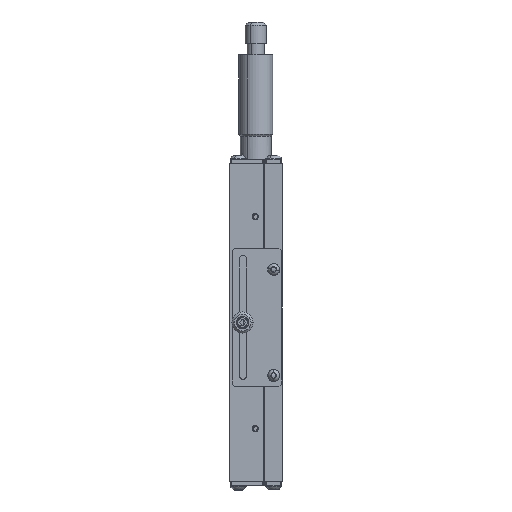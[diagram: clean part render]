
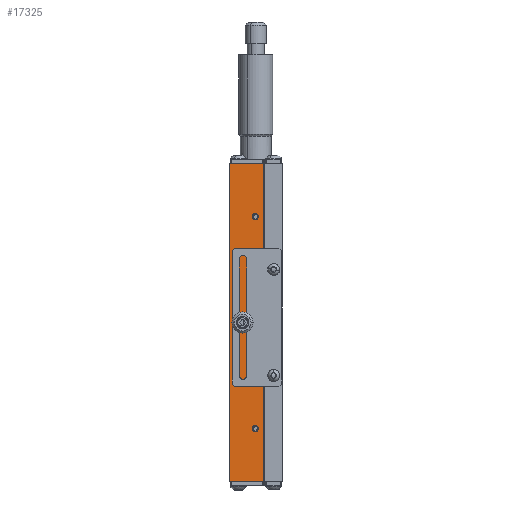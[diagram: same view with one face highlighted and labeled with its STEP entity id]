
A CAD part, left-side view. The second image highlights one B-rep face of the part: STEP entity #17325.
In plain terms, the highlighted planar face has unit normal (-1, 0, 0).
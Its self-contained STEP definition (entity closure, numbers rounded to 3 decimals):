
#12 = DIRECTION ( 'NONE',  ( -1., 0., 0. ) ) ;
#805 = CIRCLE ( 'NONE', #25232, 1.25 ) ;
#1781 = VERTEX_POINT ( 'NONE', #4173 ) ;
#2188 = DIRECTION ( 'NONE',  ( 0., -1., 0. ) ) ;
#2733 = CARTESIAN_POINT ( 'NONE',  ( -38., 12.7, 50. ) ) ;
#4173 = CARTESIAN_POINT ( 'NONE',  ( -38., 12.7, 1.25 ) ) ;
#4207 = DIRECTION ( 'NONE',  ( 0., 0., -1. ) ) ;
#4807 = ORIENTED_EDGE ( 'NONE', *, *, #31395, .F. ) ;
#6015 = DIRECTION ( 'NONE',  ( 0., -1., 0. ) ) ;
#6127 = EDGE_CURVE ( 'NONE', #9448, #34528, #48890, .T. ) ;
#7032 = VERTEX_POINT ( 'NONE', #8488 ) ;
#7399 = CARTESIAN_POINT ( 'NONE',  ( -38., 8.7, 75. ) ) ;
#7638 = EDGE_LOOP ( 'NONE', ( #15840, #45326 ) ) ;
#8018 = EDGE_CURVE ( 'NONE', #15790, #7032, #25171, .T. ) ;
#8103 = EDGE_CURVE ( 'NONE', #1781, #29636, #24528, .T. ) ;
#8144 = DIRECTION ( 'NONE',  ( 0., 0., -1. ) ) ;
#8488 = CARTESIAN_POINT ( 'NONE',  ( -38., 8.7, 75. ) ) ;
#8648 = DIRECTION ( 'NONE',  ( -1., 0., 0. ) ) ;
#8792 = DIRECTION ( 'NONE',  ( -1., 0., 0. ) ) ;
#8969 = VECTOR ( 'NONE', #6015, 1000. ) ;
#9104 = FACE_BOUND ( 'NONE', #46370, .T. ) ;
#9448 = VERTEX_POINT ( 'NONE', #15264 ) ;
#9705 = FACE_BOUND ( 'NONE', #29057, .T. ) ;
#9986 = VECTOR ( 'NONE', #22885, 1000. ) ;
#10145 = CARTESIAN_POINT ( 'NONE',  ( -38., 24.7, -75. ) ) ;
#10634 = DIRECTION ( 'NONE',  ( 0., 0., -1. ) ) ;
#10641 = VERTEX_POINT ( 'NONE', #31182 ) ;
#11958 = CARTESIAN_POINT ( 'NONE',  ( -38., 12.7, 48.75 ) ) ;
#12446 = CARTESIAN_POINT ( 'NONE',  ( -38., 12.7, 0. ) ) ;
#12449 = EDGE_CURVE ( 'NONE', #7032, #22279, #15004, .T. ) ;
#12637 = CARTESIAN_POINT ( 'NONE',  ( -38., 18.7, -1.25 ) ) ;
#13139 = AXIS2_PLACEMENT_3D ( 'NONE', #24041, #51494, #27685 ) ;
#15004 = LINE ( 'NONE', #7399, #9986 ) ;
#15264 = CARTESIAN_POINT ( 'NONE',  ( -38., 12.7, -48.75 ) ) ;
#15609 = ORIENTED_EDGE ( 'NONE', *, *, #51339, .F. ) ;
#15673 = DIRECTION ( 'NONE',  ( 0., 0., -1. ) ) ;
#15790 = VERTEX_POINT ( 'NONE', #18062 ) ;
#15840 = ORIENTED_EDGE ( 'NONE', *, *, #27425, .F. ) ;
#15968 = FACE_BOUND ( 'NONE', #7638, .T. ) ;
#16018 = DIRECTION ( 'NONE',  ( -1., 0., 0. ) ) ;
#16141 = AXIS2_PLACEMENT_3D ( 'NONE', #2733, #30533, #34525 ) ;
#16974 = AXIS2_PLACEMENT_3D ( 'NONE', #12446, #8792, #16979 ) ;
#16979 = DIRECTION ( 'NONE',  ( 0., 0., -1. ) ) ;
#17325 = ADVANCED_FACE ( 'NONE', ( #15968, #9104, #20951, #9705, #24052 ), #47530, .F. ) ;
#18044 = VERTEX_POINT ( 'NONE', #43057 ) ;
#18062 = CARTESIAN_POINT ( 'NONE',  ( -38., 24.7, 75. ) ) ;
#19103 = ORIENTED_EDGE ( 'NONE', *, *, #8018, .F. ) ;
#19955 = CARTESIAN_POINT ( 'NONE',  ( -38., 18.7, 0. ) ) ;
#20951 = FACE_BOUND ( 'NONE', #31547, .T. ) ;
#21082 = AXIS2_PLACEMENT_3D ( 'NONE', #46956, #12, #31113 ) ;
#22279 = VERTEX_POINT ( 'NONE', #40355 ) ;
#22409 = DIRECTION ( 'NONE',  ( 0., 0., -1. ) ) ;
#22605 = EDGE_CURVE ( 'NONE', #10641, #45460, #26911, .T. ) ;
#22808 = VERTEX_POINT ( 'NONE', #34194 ) ;
#22885 = DIRECTION ( 'NONE',  ( 0., 0., -1. ) ) ;
#23810 = VECTOR ( 'NONE', #24806, 1000. ) ;
#24041 = CARTESIAN_POINT ( 'NONE',  ( -38., 24.7, 75. ) ) ;
#24052 = FACE_OUTER_BOUND ( 'NONE', #49208, .T. ) ;
#24528 = CIRCLE ( 'NONE', #16974, 1.25 ) ;
#24806 = DIRECTION ( 'NONE',  ( 0., 0., -1. ) ) ;
#25171 = LINE ( 'NONE', #49677, #8969 ) ;
#25232 = AXIS2_PLACEMENT_3D ( 'NONE', #50287, #42308, #10634 ) ;
#26858 = ORIENTED_EDGE ( 'NONE', *, *, #44831, .T. ) ;
#26911 = CIRCLE ( 'NONE', #48561, 1.25 ) ;
#27425 = EDGE_CURVE ( 'NONE', #45460, #10641, #32036, .T. ) ;
#27685 = DIRECTION ( 'NONE',  ( 0., 0., 1. ) ) ;
#28735 = LINE ( 'NONE', #48616, #23810 ) ;
#29057 = EDGE_LOOP ( 'NONE', ( #51393, #33113 ) ) ;
#29636 = VERTEX_POINT ( 'NONE', #46420 ) ;
#29963 = EDGE_CURVE ( 'NONE', #15790, #22808, #28735, .T. ) ;
#30051 = CIRCLE ( 'NONE', #21082, 1.25 ) ;
#30533 = DIRECTION ( 'NONE',  ( -1., 0., 0. ) ) ;
#30613 = ORIENTED_EDGE ( 'NONE', *, *, #6127, .F. ) ;
#31113 = DIRECTION ( 'NONE',  ( 0., 0., -1. ) ) ;
#31182 = CARTESIAN_POINT ( 'NONE',  ( -38., 18.7, 1.25 ) ) ;
#31395 = EDGE_CURVE ( 'NONE', #43497, #18044, #49270, .T. ) ;
#31547 = EDGE_LOOP ( 'NONE', ( #4807, #32352 ) ) ;
#32036 = CIRCLE ( 'NONE', #43705, 1.25 ) ;
#32160 = EDGE_CURVE ( 'NONE', #18044, #43497, #40525, .T. ) ;
#32352 = ORIENTED_EDGE ( 'NONE', *, *, #32160, .F. ) ;
#33113 = ORIENTED_EDGE ( 'NONE', *, *, #8103, .F. ) ;
#34109 = AXIS2_PLACEMENT_3D ( 'NONE', #40011, #47502, #15673 ) ;
#34194 = CARTESIAN_POINT ( 'NONE',  ( -38., 24.7, -75. ) ) ;
#34217 = DIRECTION ( 'NONE',  ( -1., 0., 0. ) ) ;
#34525 = DIRECTION ( 'NONE',  ( 0., 0., -1. ) ) ;
#34528 = VERTEX_POINT ( 'NONE', #49373 ) ;
#34956 = AXIS2_PLACEMENT_3D ( 'NONE', #38393, #34217, #22409 ) ;
#35637 = ORIENTED_EDGE ( 'NONE', *, *, #29963, .T. ) ;
#35830 = VECTOR ( 'NONE', #2188, 1000. ) ;
#37077 = LINE ( 'NONE', #10145, #35830 ) ;
#38393 = CARTESIAN_POINT ( 'NONE',  ( -38., 12.7, -50. ) ) ;
#39837 = CARTESIAN_POINT ( 'NONE',  ( -38., 18.7, 0. ) ) ;
#40011 = CARTESIAN_POINT ( 'NONE',  ( -38., 12.7, 50. ) ) ;
#40355 = CARTESIAN_POINT ( 'NONE',  ( -38., 8.7, -75. ) ) ;
#40525 = CIRCLE ( 'NONE', #16141, 1.25 ) ;
#42308 = DIRECTION ( 'NONE',  ( -1., 0., 0. ) ) ;
#43057 = CARTESIAN_POINT ( 'NONE',  ( -38., 12.7, 51.25 ) ) ;
#43497 = VERTEX_POINT ( 'NONE', #11958 ) ;
#43705 = AXIS2_PLACEMENT_3D ( 'NONE', #39837, #16018, #4207 ) ;
#44831 = EDGE_CURVE ( 'NONE', #22808, #22279, #37077, .T. ) ;
#45326 = ORIENTED_EDGE ( 'NONE', *, *, #22605, .F. ) ;
#45460 = VERTEX_POINT ( 'NONE', #12637 ) ;
#46370 = EDGE_LOOP ( 'NONE', ( #15609, #30613 ) ) ;
#46420 = CARTESIAN_POINT ( 'NONE',  ( -38., 12.7, -1.25 ) ) ;
#46956 = CARTESIAN_POINT ( 'NONE',  ( -38., 12.7, 0. ) ) ;
#47328 = EDGE_CURVE ( 'NONE', #29636, #1781, #30051, .T. ) ;
#47502 = DIRECTION ( 'NONE',  ( -1., 0., 0. ) ) ;
#47530 = PLANE ( 'NONE',  #13139 ) ;
#47534 = ORIENTED_EDGE ( 'NONE', *, *, #12449, .F. ) ;
#48561 = AXIS2_PLACEMENT_3D ( 'NONE', #19955, #8648, #8144 ) ;
#48616 = CARTESIAN_POINT ( 'NONE',  ( -38., 24.7, 75. ) ) ;
#48890 = CIRCLE ( 'NONE', #34956, 1.25 ) ;
#49208 = EDGE_LOOP ( 'NONE', ( #26858, #47534, #19103, #35637 ) ) ;
#49270 = CIRCLE ( 'NONE', #34109, 1.25 ) ;
#49373 = CARTESIAN_POINT ( 'NONE',  ( -38., 12.7, -51.25 ) ) ;
#49677 = CARTESIAN_POINT ( 'NONE',  ( -38., 24.7, 75. ) ) ;
#50287 = CARTESIAN_POINT ( 'NONE',  ( -38., 12.7, -50. ) ) ;
#51339 = EDGE_CURVE ( 'NONE', #34528, #9448, #805, .T. ) ;
#51393 = ORIENTED_EDGE ( 'NONE', *, *, #47328, .F. ) ;
#51494 = DIRECTION ( 'NONE',  ( 1., 0., 0. ) ) ;
